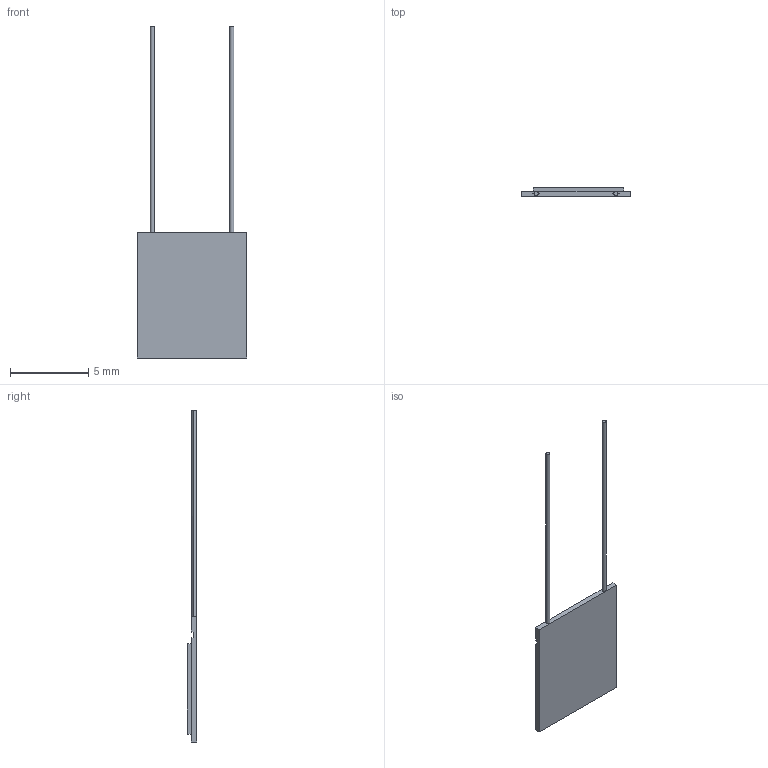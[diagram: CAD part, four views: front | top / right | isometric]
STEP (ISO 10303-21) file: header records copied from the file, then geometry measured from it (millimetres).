
FILE_DESCRIPTION (( 'STEP AP214' ), '1' );
FILE_NAME ('2823-E0W.STEP', '2013-04-04T19:27:24', ( 'Admin' ), ( '' ), 'SwSTEP 2.0', 'SolidWorks 2012', '' );
FILE_SCHEMA (( 'AUTOMOTIVE_DESIGN' ));
Length unit declared in the file: millimetre
Products named in the file (1): 2823-E0W
Bounding box: 6.98 x 0.59 x 21.21 mm (x, y, z)
Volume: 27.9 mm3; surface area: 151.4 mm2
Topology: 3 solids, 3 shells, 46 faces, 118 edges, 80 vertices
Faces by surface type: plane 30, cylinder 16
Entity records: 1891 total; most frequent: CARTESIAN_POINT 257, DIRECTION 240, ORIENTED_EDGE 236, EDGE_CURVE 118, VECTOR 82, LINE 82, VERTEX_POINT 80, AXIS2_PLACEMENT_3D 79
